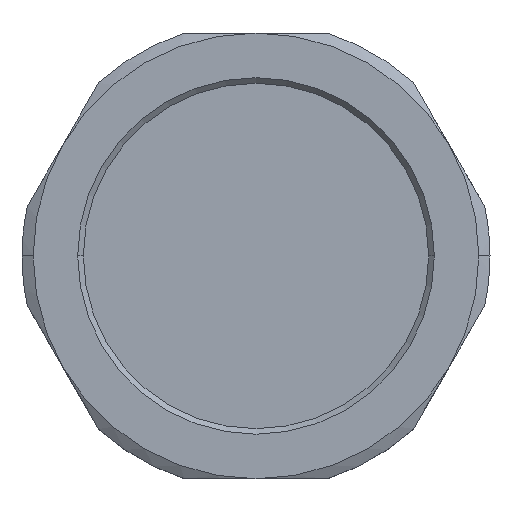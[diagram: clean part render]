
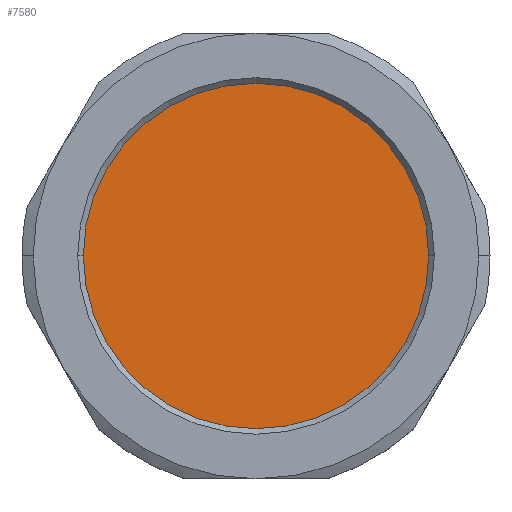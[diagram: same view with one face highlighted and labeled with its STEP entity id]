
A CAD part, top view. The second image highlights one B-rep face of the part: STEP entity #7580.
In plain terms, the highlighted planar face has unit normal (0, 0, 1).
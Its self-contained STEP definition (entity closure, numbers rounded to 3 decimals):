
#7380=CARTESIAN_POINT('',(12.053,-13.458,34.5));
#7390=DIRECTION('',(0.,0.,1.));
#7400=DIRECTION('',(1.,0.,0.));
#7410=AXIS2_PLACEMENT_3D('',#7380,#7390,#7400);
#7420=PLANE('',#7410);
#7430=CARTESIAN_POINT('',(0.,0.,34.5));
#7440=DIRECTION('',(0.,0.,1.));
#7450=DIRECTION('',(1.,0.,0.));
#7460=AXIS2_PLACEMENT_3D('',#7430,#7440,#7450);
#7470=CIRCLE('',#7460,15.5);
#7480=CARTESIAN_POINT('',(15.5,0.,34.5));
#7490=VERTEX_POINT('772256-1180941157-15c55b27c6-0 428069',#7480);
#7500=CARTESIAN_POINT('',(-15.5,0.,34.5));
#7510=VERTEX_POINT('',#7500);
#7520=EDGE_CURVE('772256-1180941157-15c55b27c6-0 47433',#7490,#7510,
#7470,.T.);
#7530=ORIENTED_EDGE('',*,*,#7520,.T.);
#7540=EDGE_CURVE('772256-1180941157-15c55b27c6-0 47433',#7510,#7490,
#7470,.T.);
#7550=ORIENTED_EDGE('',*,*,#7540,.T.);
#7560=EDGE_LOOP('',(#7550,#7530));
#7570=FACE_OUTER_BOUND('',#7560,.T.);
#7580=ADVANCED_FACE('772256-1180941157-15c55b27c6-0 47305',(#7570),#7420
,.T.);
